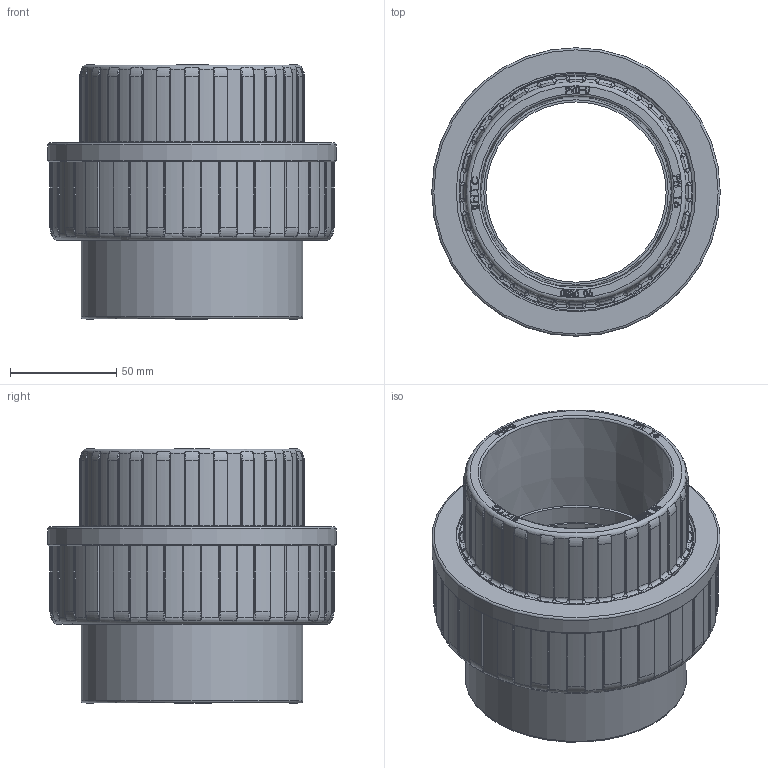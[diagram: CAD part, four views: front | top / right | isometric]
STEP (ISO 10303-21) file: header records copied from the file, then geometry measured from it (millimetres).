
FILE_DESCRIPTION(/* description */ (''),/* implementation_level */ '2;1');
FILE_NAME(/* name */ '90V型活接24.2.19.stp',/* time_stamp */ '2024-02-19T13:23:05+08:00',/* author */ (''),/* organization */ (''),/* preprocessor_version */ 'ST-DEVELOPER v16',/* originating_system */ 'SIEMENS PLM Software NX 10.0',/* authorisation */ '');
FILE_SCHEMA (('AUTOMOTIVE_DESIGN { 1 0 10303 214 3 1 1 1 }'));
Products named in the file (1): gelv17B0BB4E2twt
Bounding box: 136 x 136 x 120.2 mm (x, y, z)
Volume: 521039 mm3; surface area: 160377.6 mm2
Topology: 4 solids, 4 shells, 3231 faces, 9142 edges, 6014 vertices
Faces by surface type: plane 2651, cylinder 298, torus 156, bspline 100, extrusion 24, cone 2
Full cylindrical faces by diameter (mm): 1.248 x1, 1.56 x1, 1.872 x1, 2.34 x1, 3.32 x1, 4.98 x1, 85 x2, 87 x1, 93.6 x2, 104.5 x1, 105 x2, 105.1 x1, 109.7 x1, 110 x1, 110.072 x11, 113.03 x15, 136 x1
Entity records: 122816 total; most frequent: CARTESIAN_POINT 50470, ORIENTED_EDGE 18038, DIRECTION 10511, EDGE_CURVE 9019, VERTEX_POINT 5950, B_SPLINE_CURVE_WITH_KNOTS 5438, AXIS2_PLACEMENT_3D 3798, EDGE_LOOP 3345
